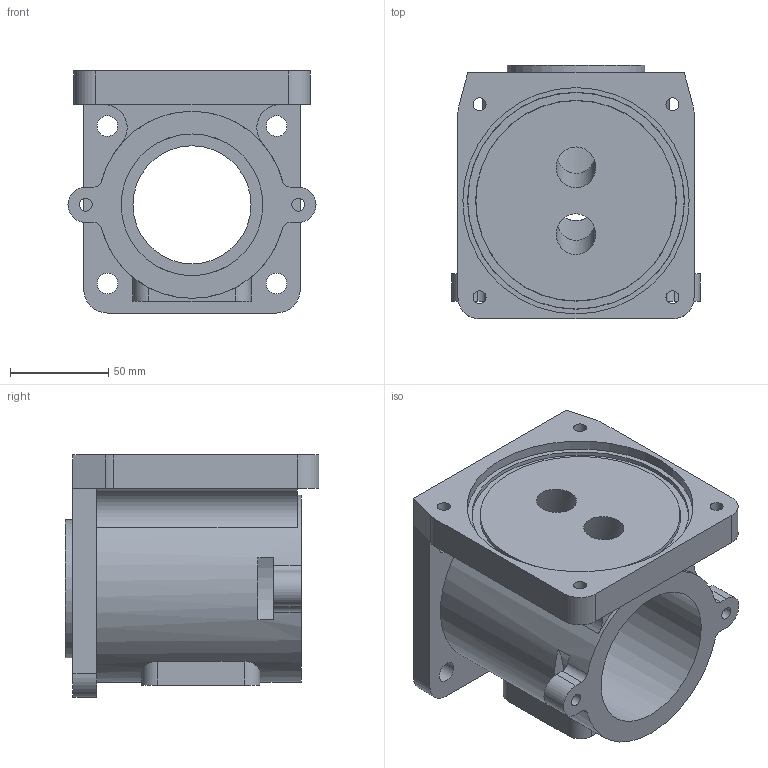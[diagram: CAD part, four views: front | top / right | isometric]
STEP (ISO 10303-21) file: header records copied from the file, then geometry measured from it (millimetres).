
FILE_DESCRIPTION(/* description */ (''),/* implementation_level */ '2;1');
FILE_NAME(/* name */ 'Part 094.stp',/* time_stamp */ '2015-03-01T15:52:35+02:00',/* author */ ('SFC'),/* organization */ (''),/* preprocessor_version */ 'ST-DEVELOPER v15.2',/* originating_system */ 'Autodesk Inventor 2014',/* authorisation */ '');
FILE_SCHEMA (('AUTOMOTIVE_DESIGN { 1 0 10303 214 3 1 1 }'));
Length unit declared in the file: millimetre
Products named in the file (1): Part 094
Bounding box: 126 x 129 x 123 mm (x, y, z)
Volume: 659604.5 mm3; surface area: 118736.2 mm2
Topology: 1 solids, 1 shells, 92 faces, 249 edges, 167 vertices
Faces by surface type: cylinder 44, plane 40, cone 8
Full cylindrical faces by diameter (mm): 3.242 x4, 6.5 x2, 6.647 x4, 10.5 x4, 20 x3, 30 x1, 60 x1, 70 x1, 72 x1, 74 x1, 95 x1, 115 x1
Entity records: 2847 total; most frequent: CARTESIAN_POINT 578, DIRECTION 478, ORIENTED_EDGE 392, AXIS2_PLACEMENT_3D 200, EDGE_CURVE 196, EDGE_LOOP 162, VERTEX_POINT 148, CIRCLE 101
